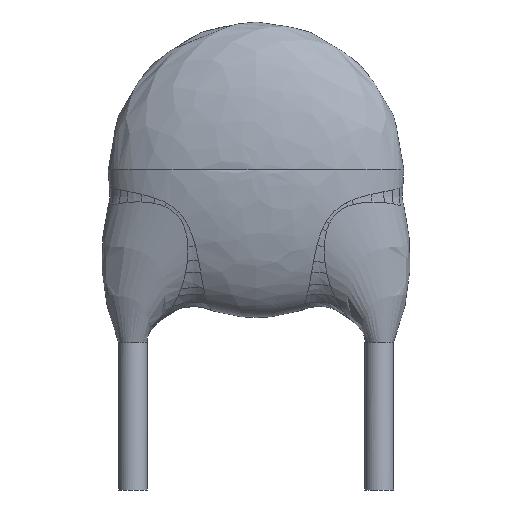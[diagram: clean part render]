
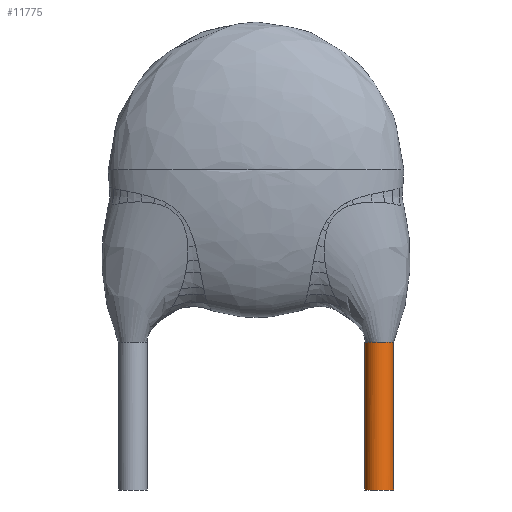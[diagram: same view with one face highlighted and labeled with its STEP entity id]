
A CAD part, front view. The second image highlights one B-rep face of the part: STEP entity #11775.
In plain terms, the highlighted cylindrical face has radius 0.29 mm (diameter 0.58 mm), a partial arc.
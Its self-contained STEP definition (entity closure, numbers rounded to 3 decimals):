
#85 = CARTESIAN_POINT ( 'NONE',  ( 2.21, 0., -3.5 ) ) ;
#193 = CARTESIAN_POINT ( 'NONE',  ( 2.785, -0.063, -3.5 ) ) ;
#288 = CARTESIAN_POINT ( 'NONE',  ( 2.663, -0.242, -3.5 ) ) ;
#487 = CARTESIAN_POINT ( 'NONE',  ( 2.442, -0.286, -3.5 ) ) ;
#1482 = DIRECTION ( 'NONE',  ( 1., 0., 0. ) ) ;
#1700 = CARTESIAN_POINT ( 'NONE',  ( 2.294, -0.206, -3.5 ) ) ;
#1768 = VECTOR ( 'NONE', #6369, 1000. ) ;
#1769 = VERTEX_POINT ( 'NONE', #8343 ) ;
#1889 = DIRECTION ( 'NONE',  ( 1., 0., 0. ) ) ;
#1907 = CARTESIAN_POINT ( 'NONE',  ( 2.214, -0.059, -3.5 ) ) ;
#1968 = ORIENTED_EDGE ( 'NONE', *, *, #6356, .F. ) ;
#2965 = VERTEX_POINT ( 'NONE', #15723 ) ;
#3229 = CARTESIAN_POINT ( 'NONE',  ( 2.79, -0.004, -3.5 ) ) ;
#4023 = EDGE_LOOP ( 'NONE', ( #1968, #8452, #18716, #14307 ) ) ;
#4792 = AXIS2_PLACEMENT_3D ( 'NONE', #4909, #9560, #1889 ) ;
#4909 = CARTESIAN_POINT ( 'NONE',  ( 2.5, 0., -6.5 ) ) ;
#4982 = EDGE_CURVE ( 'NONE', #11873, #2965, #17943, .T. ) ;
#5195 = B_SPLINE_CURVE_WITH_KNOTS ( 'NONE', 3,
 ( #85, #12474, #1907, #8073, #12681, #1700, #6243, #9368, #487, #9576, #17013, #15684, #288, #6338, #6656, #15481, #193, #12783, #3229, #18918 ),
 .UNSPECIFIED., .F., .F.,
 ( 4, 1, 1, 1, 1, 1, 1, 1, 1, 1, 1, 1, 1, 1, 1, 1, 1, 4 ),
 ( 0.5, 0.531, 0.563, 0.594, 0.625, 0.656, 0.688, 0.719, 0.75, 0.781, 0.813, 0.844, 0.875, 0.906, 0.938, 0.969, 0.994, 1. ),
 .UNSPECIFIED. ) ;
#5288 = CIRCLE ( 'NONE', #16555, 0.29 ) ;
#5351 = EDGE_CURVE ( 'NONE', #12397, #11873, #5288, .T. ) ;
#5596 = VECTOR ( 'NONE', #8306, 1000. ) ;
#6114 = CARTESIAN_POINT ( 'NONE',  ( 2.5, 0., -6.5 ) ) ;
#6243 = CARTESIAN_POINT ( 'NONE',  ( 2.337, -0.242, -3.5 ) ) ;
#6338 = CARTESIAN_POINT ( 'NONE',  ( 2.707, -0.206, -3.5 ) ) ;
#6356 = EDGE_CURVE ( 'NONE', #12397, #1769, #15819, .T. ) ;
#6369 = DIRECTION ( 'NONE',  ( 0., 0., 1. ) ) ;
#6475 = CARTESIAN_POINT ( 'NONE',  ( 2.21, 0., -6.5 ) ) ;
#6656 = CARTESIAN_POINT ( 'NONE',  ( 2.742, -0.163, -3.5 ) ) ;
#7854 = FACE_OUTER_BOUND ( 'NONE', #4023, .T. ) ;
#8073 = CARTESIAN_POINT ( 'NONE',  ( 2.231, -0.114, -3.5 ) ) ;
#8306 = DIRECTION ( 'NONE',  ( 0., 0., 1. ) ) ;
#8343 = CARTESIAN_POINT ( 'NONE',  ( 2.21, 0., -3.5 ) ) ;
#8452 = ORIENTED_EDGE ( 'NONE', *, *, #5351, .T. ) ;
#9368 = CARTESIAN_POINT ( 'NONE',  ( 2.386, -0.269, -3.5 ) ) ;
#9560 = DIRECTION ( 'NONE',  ( 0., 0., 1. ) ) ;
#9576 = CARTESIAN_POINT ( 'NONE',  ( 2.5, -0.292, -3.5 ) ) ;
#9814 = CARTESIAN_POINT ( 'NONE',  ( 2.79, 0., -6.5 ) ) ;
#11547 = CARTESIAN_POINT ( 'NONE',  ( 2.21, 0., -6.5 ) ) ;
#11775 = ADVANCED_FACE ( 'NONE', ( #7854 ), #17406, .T. ) ;
#11873 = VERTEX_POINT ( 'NONE', #17890 ) ;
#12349 = DIRECTION ( 'NONE',  ( 0., 0., 1. ) ) ;
#12397 = VERTEX_POINT ( 'NONE', #11547 ) ;
#12474 = CARTESIAN_POINT ( 'NONE',  ( 2.21, -0.02, -3.5 ) ) ;
#12681 = CARTESIAN_POINT ( 'NONE',  ( 2.258, -0.163, -3.5 ) ) ;
#12783 = CARTESIAN_POINT ( 'NONE',  ( 2.79, -0.024, -3.5 ) ) ;
#14307 = ORIENTED_EDGE ( 'NONE', *, *, #17541, .F. ) ;
#15481 = CARTESIAN_POINT ( 'NONE',  ( 2.769, -0.114, -3.5 ) ) ;
#15684 = CARTESIAN_POINT ( 'NONE',  ( 2.612, -0.269, -3.5 ) ) ;
#15723 = CARTESIAN_POINT ( 'NONE',  ( 2.79, 0., -3.5 ) ) ;
#15819 = LINE ( 'NONE', #6475, #1768 ) ;
#16555 = AXIS2_PLACEMENT_3D ( 'NONE', #6114, #12349, #1482 ) ;
#17013 = CARTESIAN_POINT ( 'NONE',  ( 2.558, -0.286, -3.5 ) ) ;
#17406 = CYLINDRICAL_SURFACE ( 'NONE', #4792, 0.29 ) ;
#17541 = EDGE_CURVE ( 'NONE', #1769, #2965, #5195, .T. ) ;
#17890 = CARTESIAN_POINT ( 'NONE',  ( 2.79, 0., -6.5 ) ) ;
#17943 = LINE ( 'NONE', #9814, #5596 ) ;
#18716 = ORIENTED_EDGE ( 'NONE', *, *, #4982, .T. ) ;
#18918 = CARTESIAN_POINT ( 'NONE',  ( 2.79, 0., -3.5 ) ) ;
